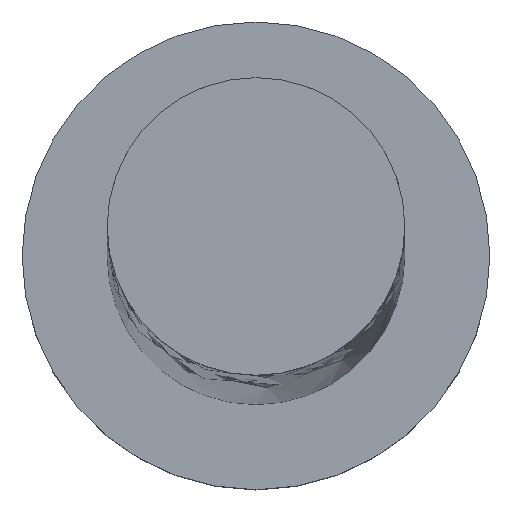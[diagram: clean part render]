
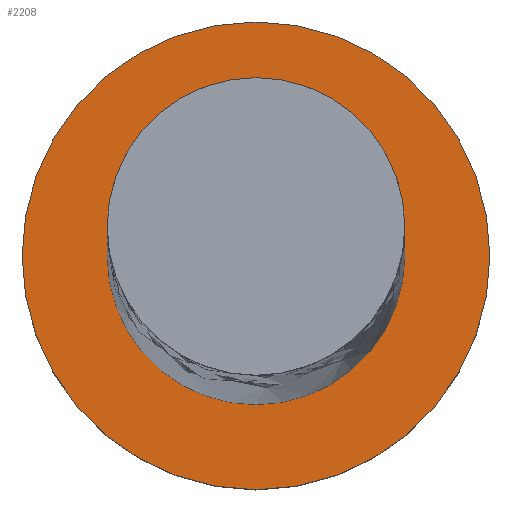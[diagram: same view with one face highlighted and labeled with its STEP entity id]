
A CAD part, top view. The second image highlights one B-rep face of the part: STEP entity #2208.
In plain terms, the highlighted planar face has unit normal (0, 0, 1).
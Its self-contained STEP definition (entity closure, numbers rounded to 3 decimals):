
#98 = DIRECTION ( 'NONE',  ( 1., 0., 0. ) ) ;
#118 = ORIENTED_EDGE ( 'NONE', *, *, #941, .T. ) ;
#151 = FACE_BOUND ( 'NONE', #1440, .T. ) ;
#164 = FACE_OUTER_BOUND ( 'NONE', #1958, .T. ) ;
#250 = CARTESIAN_POINT ( 'NONE',  ( 0., 0., 7. ) ) ;
#565 = CARTESIAN_POINT ( 'NONE',  ( 0., 0., 7. ) ) ;
#566 = ORIENTED_EDGE ( 'NONE', *, *, #1885, .T. ) ;
#780 = CARTESIAN_POINT ( 'NONE',  ( 0., 0., 7. ) ) ;
#847 = PLANE ( 'NONE',  #1519 ) ;
#895 = VERTEX_POINT ( 'NONE', #1781 ) ;
#897 = AXIS2_PLACEMENT_3D ( 'NONE', #565, #915, #1966 ) ;
#915 = DIRECTION ( 'NONE',  ( 0., 0., 1. ) ) ;
#941 = EDGE_CURVE ( 'NONE', #895, #1019, #2232, .T. ) ;
#943 = DIRECTION ( 'NONE',  ( 0., 0., 1. ) ) ;
#999 = CIRCLE ( 'NONE', #1987, 7. ) ;
#1019 = VERTEX_POINT ( 'NONE', #1166 ) ;
#1039 = CARTESIAN_POINT ( 'NONE',  ( 0., 0., 7. ) ) ;
#1066 = VERTEX_POINT ( 'NONE', #1847 ) ;
#1104 = AXIS2_PLACEMENT_3D ( 'NONE', #250, #943, #1835 ) ;
#1106 = AXIS2_PLACEMENT_3D ( 'NONE', #1595, #1777, #1980 ) ;
#1115 = ORIENTED_EDGE ( 'NONE', *, *, #1646, .F. ) ;
#1128 = VERTEX_POINT ( 'NONE', #1932 ) ;
#1166 = CARTESIAN_POINT ( 'NONE',  ( 11., 0., 7. ) ) ;
#1168 = DIRECTION ( 'NONE',  ( 1., 0., 0. ) ) ;
#1440 = EDGE_LOOP ( 'NONE', ( #1795, #1115 ) ) ;
#1485 = CIRCLE ( 'NONE', #1106, 7. ) ;
#1519 = AXIS2_PLACEMENT_3D ( 'NONE', #1039, #2190, #1168 ) ;
#1595 = CARTESIAN_POINT ( 'NONE',  ( 0., 0., 7. ) ) ;
#1646 = EDGE_CURVE ( 'NONE', #1128, #1066, #999, .T. ) ;
#1777 = DIRECTION ( 'NONE',  ( 0., 0., 1. ) ) ;
#1781 = CARTESIAN_POINT ( 'NONE',  ( -11., 0., 7. ) ) ;
#1783 = EDGE_CURVE ( 'NONE', #1066, #1128, #1485, .T. ) ;
#1795 = ORIENTED_EDGE ( 'NONE', *, *, #1783, .F. ) ;
#1835 = DIRECTION ( 'NONE',  ( 1., 0., 0. ) ) ;
#1847 = CARTESIAN_POINT ( 'NONE',  ( -7., 0., 7. ) ) ;
#1881 = CIRCLE ( 'NONE', #897, 11. ) ;
#1885 = EDGE_CURVE ( 'NONE', #1019, #895, #1881, .T. ) ;
#1932 = CARTESIAN_POINT ( 'NONE',  ( 7., 0., 7. ) ) ;
#1958 = EDGE_LOOP ( 'NONE', ( #118, #566 ) ) ;
#1966 = DIRECTION ( 'NONE',  ( 1., 0., 0. ) ) ;
#1980 = DIRECTION ( 'NONE',  ( 1., 0., 0. ) ) ;
#1987 = AXIS2_PLACEMENT_3D ( 'NONE', #780, #2163, #98 ) ;
#2163 = DIRECTION ( 'NONE',  ( 0., 0., 1. ) ) ;
#2190 = DIRECTION ( 'NONE',  ( 0., 0., 1. ) ) ;
#2208 = ADVANCED_FACE ( 'NONE', ( #151, #164 ), #847, .T. ) ;
#2232 = CIRCLE ( 'NONE', #1104, 11. ) ;
